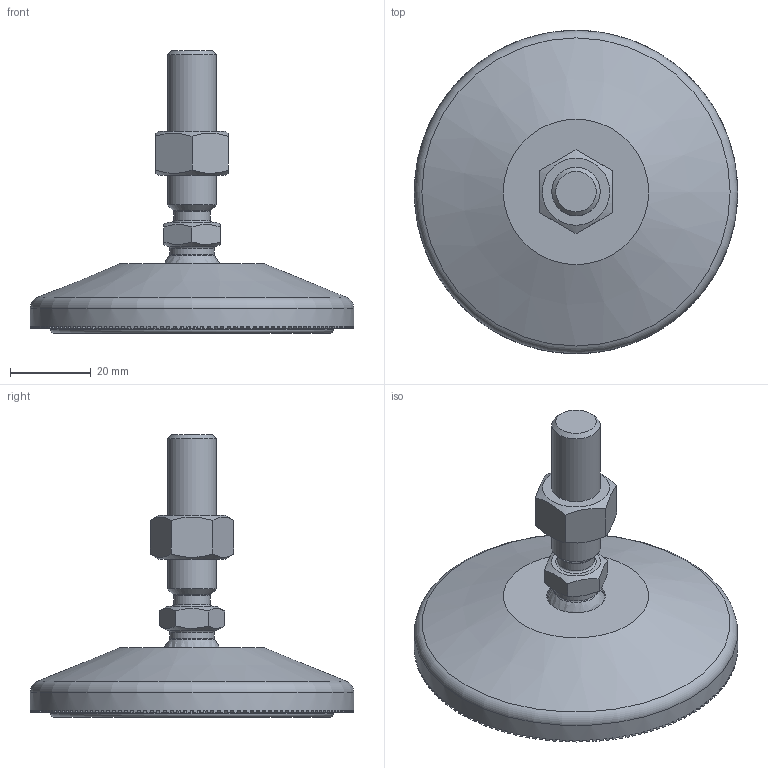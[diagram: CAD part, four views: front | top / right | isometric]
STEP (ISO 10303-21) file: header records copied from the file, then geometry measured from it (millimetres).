
FILE_DESCRIPTION((''),'2;1');
FILE_NAME('408012.stp','2014-02-13T17:15:51',('AlitecKK'),(''),'Autodesk Inventor 2011','Autodesk Inventor 2011','');
FILE_SCHEMA(('AUTOMOTIVE_DESIGN { 1 0 10303 214 1 1 1 1 }'));
Length unit declared in the file: millimetre
Products named in the file (5): 408012; 408008-1; 408008-3; ISO4032_M12; Dřík M12x63
Assembly tree (4 placements, depth 2):
  408012
    408008-1
    408008-3
    ISO4032_M12
    Dřík M12x63
Bounding box: 80 x 80 x 70.01 mm (x, y, z)
Volume: 60511.1 mm3; surface area: 31655.4 mm2
Topology: 4 solids, 4 shells, 1087 faces, 2845 edges, 1773 vertices
Faces by surface type: plane 989, cylinder 54, cone 27, sphere 10, torus 7
Full cylindrical faces by diameter (mm): 8 x2, 8.5 x2, 9 x1, 10.106 x1, 11 x1, 12 x1, 15 x1, 16 x1, 36 x1, 70 x2, 80 x1
Entity records: 33966 total; most frequent: CARTESIAN_POINT 6100, ORIENTED_EDGE 5926, DIRECTION 5690, EDGE_CURVE 2963, VECTOR 2284, LINE 2284, VERTEX_POINT 1765, AXIS2_PLACEMENT_3D 1703
